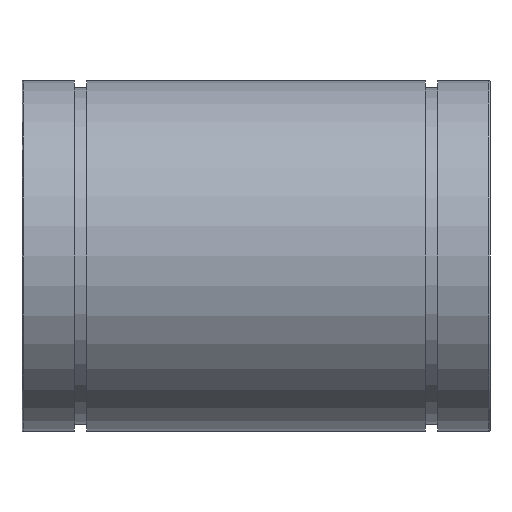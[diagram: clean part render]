
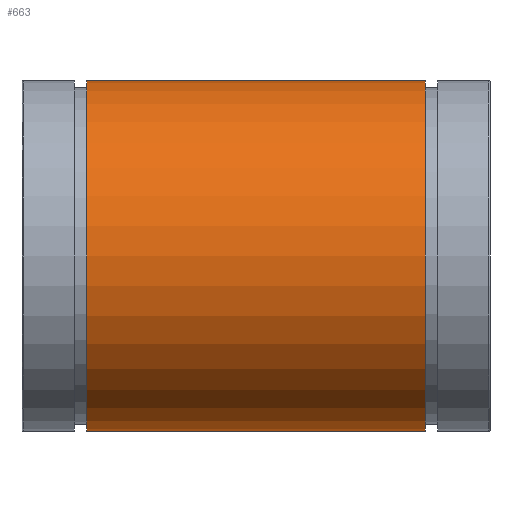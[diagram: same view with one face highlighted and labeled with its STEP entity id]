
A CAD part, front view. The second image highlights one B-rep face of the part: STEP entity #663.
In plain terms, the highlighted cylindrical face has radius 37.5 mm (diameter 75 mm), a partial arc.
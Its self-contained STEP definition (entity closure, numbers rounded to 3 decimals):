
#7 = EDGE_CURVE ( 'NONE', #102, #144, #290, .T. ) ;
#50 = AXIS2_PLACEMENT_3D ( 'NONE', #541, #527, #526 ) ;
#59 = AXIS2_PLACEMENT_3D ( 'NONE', #554, #552, #551 ) ;
#102 = VERTEX_POINT ( 'NONE', #487 ) ;
#104 = CARTESIAN_POINT ( 'NONE',  ( -70.834, 0., 37.5 ) ) ;
#108 = VERTEX_POINT ( 'NONE', #449 ) ;
#122 = DIRECTION ( 'NONE',  ( -1., 0., 0. ) ) ;
#144 = VERTEX_POINT ( 'NONE', #419 ) ;
#149 = VERTEX_POINT ( 'NONE', #559 ) ;
#177 = EDGE_CURVE ( 'NONE', #149, #102, #202, .T. ) ;
#192 = EDGE_CURVE ( 'NONE', #108, #144, #283, .T. ) ;
#202 = CIRCLE ( 'NONE', #59, 37.5 ) ;
#205 = ORIENTED_EDGE ( 'NONE', *, *, #667, .F. ) ;
#230 = CYLINDRICAL_SURFACE ( 'NONE', #574, 37.5 ) ;
#242 = LINE ( 'NONE', #437, #273 ) ;
#268 = VECTOR ( 'NONE', #122, 1000. ) ;
#273 = VECTOR ( 'NONE', #436, 1000. ) ;
#278 = ORIENTED_EDGE ( 'NONE', *, *, #7, .T. ) ;
#283 = CIRCLE ( 'NONE', #50, 37.5 ) ;
#290 = LINE ( 'NONE', #104, #268 ) ;
#292 = FACE_OUTER_BOUND ( 'NONE', #342, .T. ) ;
#340 = ORIENTED_EDGE ( 'NONE', *, *, #177, .T. ) ;
#342 = EDGE_LOOP ( 'NONE', ( #205, #340, #278, #353 ) ) ;
#353 = ORIENTED_EDGE ( 'NONE', *, *, #192, .F. ) ;
#419 = CARTESIAN_POINT ( 'NONE',  ( -36.15, 0., 37.5 ) ) ;
#436 = DIRECTION ( 'NONE',  ( -1., 0., 0. ) ) ;
#437 = CARTESIAN_POINT ( 'NONE',  ( -70.834, 0., -37.5 ) ) ;
#449 = CARTESIAN_POINT ( 'NONE',  ( -36.15, 0., -37.5 ) ) ;
#453 = CARTESIAN_POINT ( 'NONE',  ( -70.834, 0., 0. ) ) ;
#454 = DIRECTION ( 'NONE',  ( -1., 0., 0. ) ) ;
#458 = DIRECTION ( 'NONE',  ( 0., 0., 1. ) ) ;
#487 = CARTESIAN_POINT ( 'NONE',  ( 36.15, 0., 37.5 ) ) ;
#526 = DIRECTION ( 'NONE',  ( 0., 0., 1. ) ) ;
#527 = DIRECTION ( 'NONE',  ( -1., 0., 0. ) ) ;
#541 = CARTESIAN_POINT ( 'NONE',  ( -36.15, 0., 0. ) ) ;
#551 = DIRECTION ( 'NONE',  ( 0., 0., 1. ) ) ;
#552 = DIRECTION ( 'NONE',  ( -1., 0., 0. ) ) ;
#554 = CARTESIAN_POINT ( 'NONE',  ( 36.15, 0., 0. ) ) ;
#559 = CARTESIAN_POINT ( 'NONE',  ( 36.15, 0., -37.5 ) ) ;
#574 = AXIS2_PLACEMENT_3D ( 'NONE', #453, #454, #458 ) ;
#663 = ADVANCED_FACE ( 'NONE', ( #292 ), #230, .T. ) ;
#667 = EDGE_CURVE ( 'NONE', #149, #108, #242, .T. ) ;
